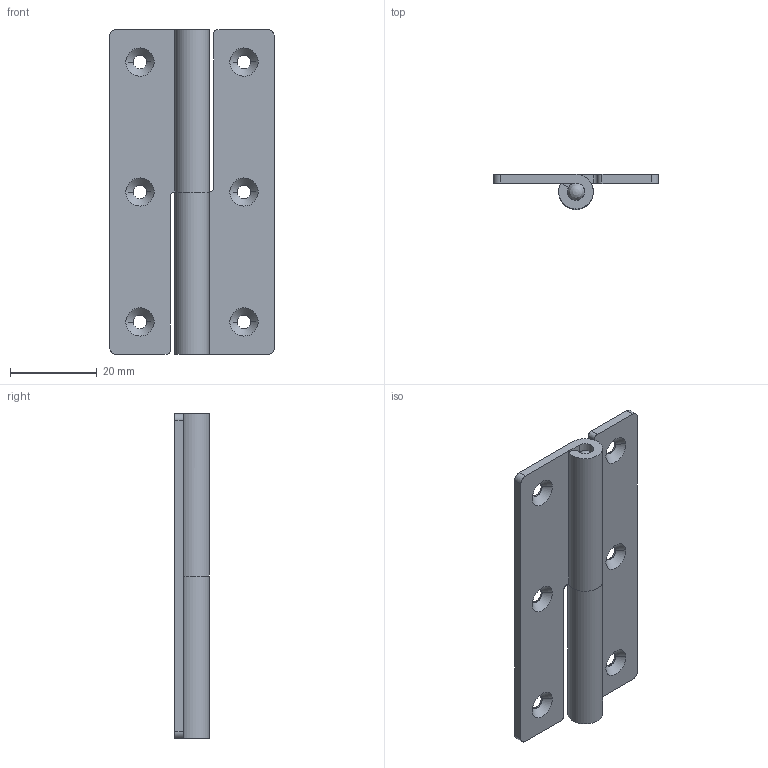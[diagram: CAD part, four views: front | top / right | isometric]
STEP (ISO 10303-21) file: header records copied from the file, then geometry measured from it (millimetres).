
FILE_DESCRIPTION((''),'2;1');
FILE_NAME('','2005-04-20T10:11:41',(''),(''),'','CADfix','');
FILE_SCHEMA(('AUTOMOTIVE_DESIGN'));
Length unit declared in the file: millimetre
Products named in the file (4): shaft; hinge piece_B; hinge piece_A; TH_77SUS_1R_16249_36
Assembly tree (3 placements, depth 2):
  TH_77SUS_1R_16249_36
    shaft
    hinge piece_B
    hinge piece_A
Bounding box: 38 x 8 x 75 mm (x, y, z)
Volume: 8013 mm3; surface area: 9096.1 mm2
Topology: 3 solids, 3 shells, 56 faces, 184 edges, 134 vertices
Faces by surface type: bspline 56
Entity records: 2338 total; most frequent: CARTESIAN_POINT 1262, ORIENTED_EDGE 368, EDGE_CURVE 184, VERTEX_POINT 134, QUASI_UNIFORM_CURVE 74, EDGE_LOOP 68, FACE_OUTER_BOUND 56, ADVANCED_FACE 56
